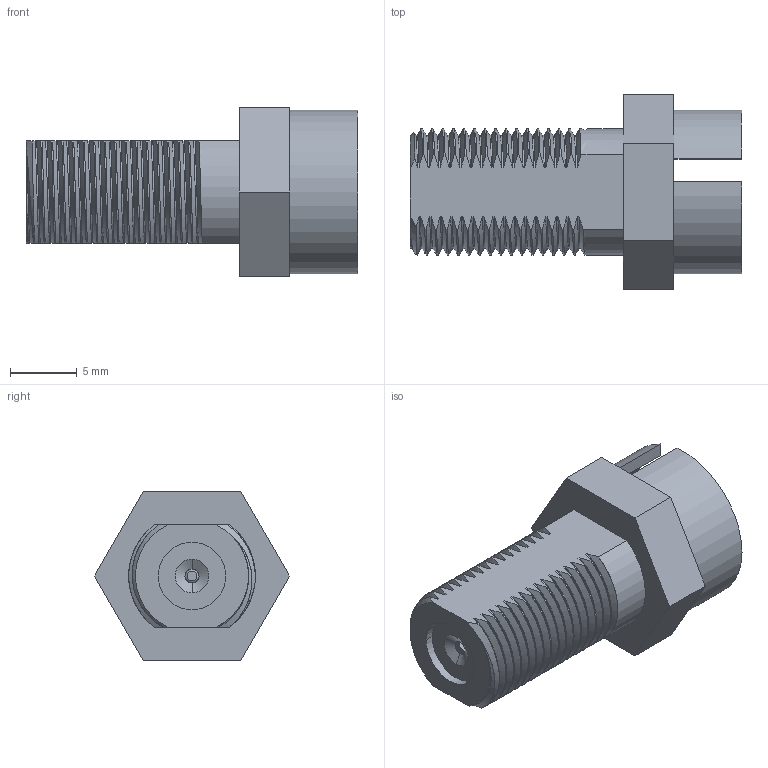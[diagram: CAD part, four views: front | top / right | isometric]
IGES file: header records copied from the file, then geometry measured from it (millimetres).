
Start section:  PTC IGES file: 531-40039.igs
Global section: file name: 531-40039.igs; native system: Pro/ENGINEER by Parametric Technology Corporation; preprocessor: 2008010; author: mbalaji; organization: Unknown; date: 20090914.144529; units: inch
Bounding box: 24.89 x 14.66 x 12.7 mm (x, y, z)
Surface area: 1949 mm2 (no closed solid volume)
Topology: 0 solids, 0 shells, 194 faces, 1095 edges, 1095 vertices
Faces by surface type: bspline 130, revolution 64
